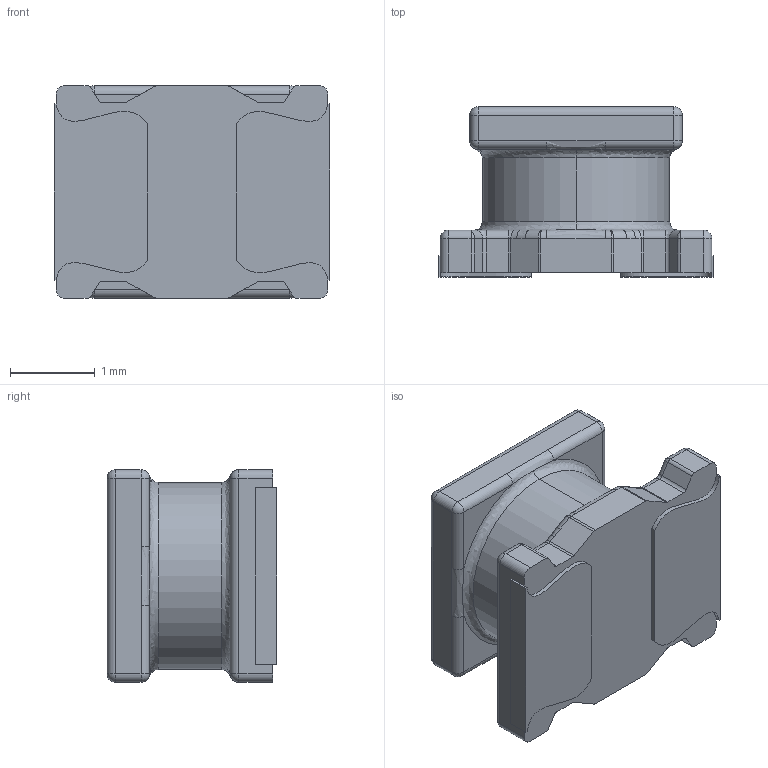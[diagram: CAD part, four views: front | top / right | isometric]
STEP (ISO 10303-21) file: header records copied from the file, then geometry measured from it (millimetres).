
FILE_DESCRIPTION (( 'STEP AP214' ), '1' );
FILE_NAME ('User Library-LQH32M-1 (1).STEP', '2019-02-28T14:22:27', ( '' ), ( '' ), 'SwSTEP 2.0', 'SolidWorks 2017', '' );
FILE_SCHEMA (( 'AUTOMOTIVE_DESIGN' ));
Length unit declared in the file: millimetre
Products named in the file (1): User Library-LQH32M-1 (1)
Bounding box: 3.24 x 2 x 2.5 mm (x, y, z)
Volume: 10.7 mm3; surface area: 36.3 mm2
Topology: 1 solids, 1 shells, 163 faces, 395 edges, 218 vertices
Faces by surface type: cylinder 64, plane 53, bspline 34, sphere 12
Entity records: 5351 total; most frequent: CARTESIAN_POINT 1687, ORIENTED_EDGE 758, DIRECTION 657, EDGE_CURVE 379, AXIS2_PLACEMENT_3D 232, VERTEX_POINT 218, VECTOR 193, LINE 193
